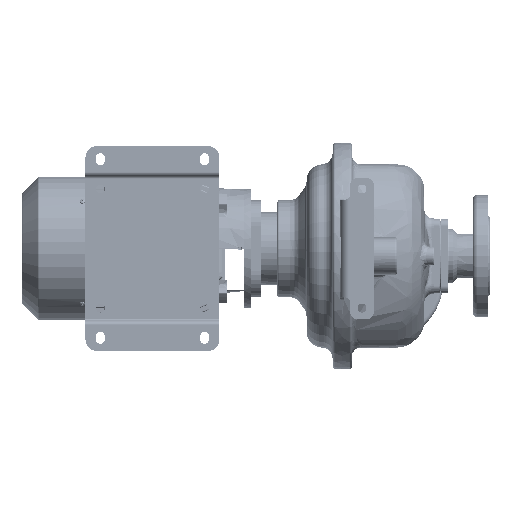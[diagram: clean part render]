
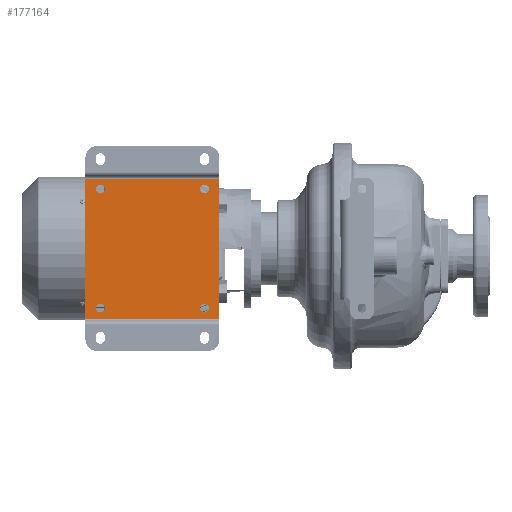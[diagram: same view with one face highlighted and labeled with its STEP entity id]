
A CAD part, front view. The second image highlights one B-rep face of the part: STEP entity #177164.
In plain terms, the highlighted planar face has unit normal (0, -1, 0).
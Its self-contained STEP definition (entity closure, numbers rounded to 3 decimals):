
#29527=DIRECTION('',(1.,0.,0.));
#29528=VECTOR('',#29527,180.);
#29529=CARTESIAN_POINT('',(-398.5,-103.,-94.));
#29530=LINE('',#29529,#29528);
#29531=CARTESIAN_POINT('',(-238.5,-103.,-80.));
#29532=DIRECTION('',(0.,1.,0.));
#29533=DIRECTION('',(1.,0.,0.));
#29534=AXIS2_PLACEMENT_3D('',#29531,#29532,#29533);
#29536=CARTESIAN_POINT('',(-238.5,-103.,-80.));
#29537=DIRECTION('',(0.,1.,0.));
#29538=DIRECTION('',(-1.,0.,0.));
#29539=AXIS2_PLACEMENT_3D('',#29536,#29537,#29538);
#29541=CARTESIAN_POINT('',(-238.5,-103.,80.));
#29542=DIRECTION('',(0.,1.,0.));
#29543=DIRECTION('',(1.,0.,0.));
#29544=AXIS2_PLACEMENT_3D('',#29541,#29542,#29543);
#29546=CARTESIAN_POINT('',(-238.5,-103.,80.));
#29547=DIRECTION('',(0.,1.,0.));
#29548=DIRECTION('',(-1.,0.,0.));
#29549=AXIS2_PLACEMENT_3D('',#29546,#29547,#29548);
#29551=CARTESIAN_POINT('',(-378.5,-103.,-80.));
#29552=DIRECTION('',(0.,1.,0.));
#29553=DIRECTION('',(1.,0.,0.));
#29554=AXIS2_PLACEMENT_3D('',#29551,#29552,#29553);
#29556=CARTESIAN_POINT('',(-378.5,-103.,-80.));
#29557=DIRECTION('',(0.,1.,0.));
#29558=DIRECTION('',(-1.,0.,0.));
#29559=AXIS2_PLACEMENT_3D('',#29556,#29557,#29558);
#29561=CARTESIAN_POINT('',(-378.5,-103.,80.));
#29562=DIRECTION('',(0.,1.,0.));
#29563=DIRECTION('',(1.,0.,0.));
#29564=AXIS2_PLACEMENT_3D('',#29561,#29562,#29563);
#29566=CARTESIAN_POINT('',(-378.5,-103.,80.));
#29567=DIRECTION('',(0.,1.,0.));
#29568=DIRECTION('',(-1.,0.,0.));
#29569=AXIS2_PLACEMENT_3D('',#29566,#29567,#29568);
#29579=DIRECTION('',(0.,0.,1.));
#29580=VECTOR('',#29579,188.);
#29581=CARTESIAN_POINT('',(-398.5,-103.,-94.));
#29582=LINE('',#29581,#29580);
#118741=DIRECTION('',(0.,0.,1.));
#118742=VECTOR('',#118741,188.);
#118743=CARTESIAN_POINT('',(-218.5,-103.,-94.));
#118744=LINE('',#118743,#118742);
#119013=DIRECTION('',(1.,0.,0.));
#119014=VECTOR('',#119013,180.);
#119015=CARTESIAN_POINT('',(-398.5,-103.,94.));
#119016=LINE('',#119015,#119014);
#153284=CARTESIAN_POINT('',(-398.5,-103.,-94.));
#153285=CARTESIAN_POINT('',(-398.5,-103.,94.));
#153286=VERTEX_POINT('',#153284);
#153287=VERTEX_POINT('',#153285);
#153296=CARTESIAN_POINT('',(-218.5,-103.,-94.));
#153297=CARTESIAN_POINT('',(-218.5,-103.,94.));
#153298=VERTEX_POINT('',#153296);
#153299=VERTEX_POINT('',#153297);
#153384=CARTESIAN_POINT('',(-372.5,-103.,80.));
#153385=CARTESIAN_POINT('',(-384.5,-103.,80.));
#153386=VERTEX_POINT('',#153384);
#153387=VERTEX_POINT('',#153385);
#153388=CARTESIAN_POINT('',(-372.5,-103.,-80.));
#153389=CARTESIAN_POINT('',(-384.5,-103.,-80.));
#153390=VERTEX_POINT('',#153388);
#153391=VERTEX_POINT('',#153389);
#153392=CARTESIAN_POINT('',(-232.5,-103.,80.));
#153393=CARTESIAN_POINT('',(-244.5,-103.,80.));
#153394=VERTEX_POINT('',#153392);
#153395=VERTEX_POINT('',#153393);
#153396=CARTESIAN_POINT('',(-232.5,-103.,-80.));
#153397=CARTESIAN_POINT('',(-244.5,-103.,-80.));
#153398=VERTEX_POINT('',#153396);
#153399=VERTEX_POINT('',#153397);
#177127=CARTESIAN_POINT('',(-398.5,-103.,-94.));
#177128=DIRECTION('',(0.,1.,0.));
#177129=DIRECTION('',(0.,0.,1.));
#177130=AXIS2_PLACEMENT_3D('',#177127,#177128,#177129);
#177131=PLANE('',#177130);
#177133=ORIENTED_EDGE('',*,*,#177132,.T.);
#177135=ORIENTED_EDGE('',*,*,#177134,.T.);
#177137=ORIENTED_EDGE('',*,*,#177136,.F.);
#177139=ORIENTED_EDGE('',*,*,#177138,.F.);
#177140=EDGE_LOOP('',(#177133,#177135,#177137,#177139));
#177141=FACE_OUTER_BOUND('',#177140,.F.);
#177142=ORIENTED_EDGE('',*,*,#177107,.F.);
#177143=ORIENTED_EDGE('',*,*,#177121,.F.);
#177144=EDGE_LOOP('',(#177142,#177143));
#177145=FACE_BOUND('',#177144,.F.);
#177147=ORIENTED_EDGE('',*,*,#177146,.F.);
#177149=ORIENTED_EDGE('',*,*,#177148,.F.);
#177150=EDGE_LOOP('',(#177147,#177149));
#177151=FACE_BOUND('',#177150,.F.);
#177153=ORIENTED_EDGE('',*,*,#177152,.F.);
#177155=ORIENTED_EDGE('',*,*,#177154,.F.);
#177156=EDGE_LOOP('',(#177153,#177155));
#177157=FACE_BOUND('',#177156,.F.);
#177159=ORIENTED_EDGE('',*,*,#177158,.F.);
#177161=ORIENTED_EDGE('',*,*,#177160,.F.);
#177162=EDGE_LOOP('',(#177159,#177161));
#177163=FACE_BOUND('',#177162,.F.);
#177164=ADVANCED_FACE('',(#177141,#177145,#177151,#177157,#177163),#177131,.F.);
#29535=CIRCLE('',#29534,6.);
#29540=CIRCLE('',#29539,6.);
#29545=CIRCLE('',#29544,6.);
#29550=CIRCLE('',#29549,6.);
#29555=CIRCLE('',#29554,6.);
#29560=CIRCLE('',#29559,6.);
#29565=CIRCLE('',#29564,6.);
#29570=CIRCLE('',#29569,6.);
#177107=EDGE_CURVE('',#153398,#153399,#29535,.T.);
#177121=EDGE_CURVE('',#153399,#153398,#29540,.T.);
#177132=EDGE_CURVE('',#153286,#153287,#29582,.T.);
#177134=EDGE_CURVE('',#153287,#153299,#119016,.T.);
#177136=EDGE_CURVE('',#153298,#153299,#118744,.T.);
#177138=EDGE_CURVE('',#153286,#153298,#29530,.T.);
#177146=EDGE_CURVE('',#153394,#153395,#29545,.T.);
#177148=EDGE_CURVE('',#153395,#153394,#29550,.T.);
#177152=EDGE_CURVE('',#153390,#153391,#29555,.T.);
#177154=EDGE_CURVE('',#153391,#153390,#29560,.T.);
#177158=EDGE_CURVE('',#153386,#153387,#29565,.T.);
#177160=EDGE_CURVE('',#153387,#153386,#29570,.T.);
